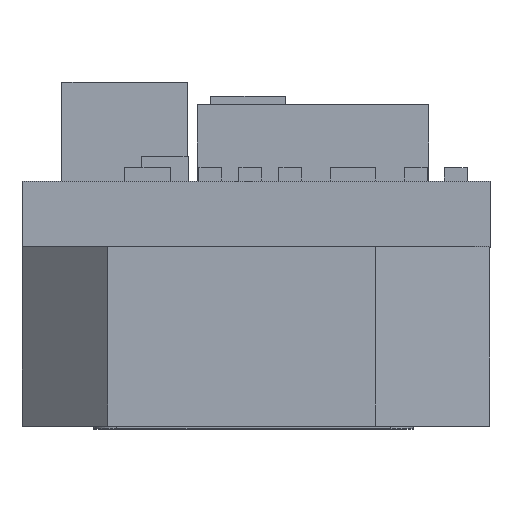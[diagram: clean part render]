
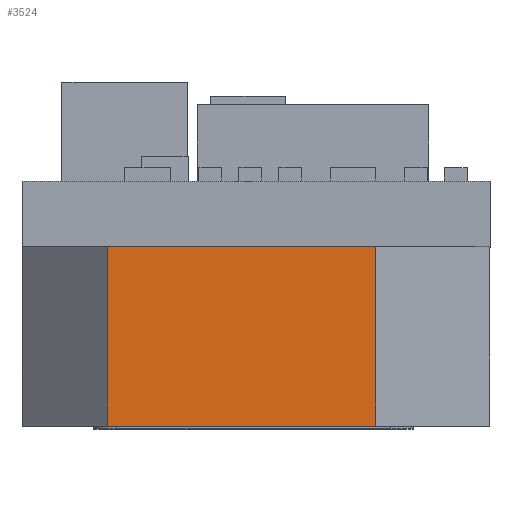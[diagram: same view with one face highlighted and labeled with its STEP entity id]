
A CAD part, top view. The second image highlights one B-rep face of the part: STEP entity #3524.
In plain terms, the highlighted planar face has unit normal (0, 0, 1).
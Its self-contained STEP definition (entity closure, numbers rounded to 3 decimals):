
#3497 = EDGE_CURVE('',#3498,#3500,#3502,.T.);
#3498 = VERTEX_POINT('',#3499);
#3499 = CARTESIAN_POINT('',(5.204,1.268,13.873));
#3500 = VERTEX_POINT('',#3501);
#3501 = CARTESIAN_POINT('',(5.204,-2.732,13.873));
#3502 = LINE('',#3503,#3504);
#3503 = CARTESIAN_POINT('',(5.204,-2.732,13.873));
#3504 = VECTOR('',#3505,1.);
#3505 = DIRECTION('',(0.,-1.,0.));
#3524 = ADVANCED_FACE('',(#3525),#3550,.F.);
#3525 = FACE_BOUND('',#3526,.T.);
#3526 = EDGE_LOOP('',(#3527,#3537,#3543,#3544));
#3527 = ORIENTED_EDGE('',*,*,#3528,.T.);
#3528 = EDGE_CURVE('',#3529,#3531,#3533,.T.);
#3529 = VERTEX_POINT('',#3530);
#3530 = CARTESIAN_POINT('',(-0.751,1.268,13.873));
#3531 = VERTEX_POINT('',#3532);
#3532 = CARTESIAN_POINT('',(-0.751,-2.732,13.873));
#3533 = LINE('',#3534,#3535);
#3534 = CARTESIAN_POINT('',(-0.751,-2.732,13.873));
#3535 = VECTOR('',#3536,1.);
#3536 = DIRECTION('',(0.,-1.,0.));
#3537 = ORIENTED_EDGE('',*,*,#3538,.F.);
#3538 = EDGE_CURVE('',#3500,#3531,#3539,.T.);
#3539 = LINE('',#3540,#3541);
#3540 = CARTESIAN_POINT('',(6.474,-2.732,13.873));
#3541 = VECTOR('',#3542,1.);
#3542 = DIRECTION('',(-1.,0.,0.));
#3543 = ORIENTED_EDGE('',*,*,#3497,.F.);
#3544 = ORIENTED_EDGE('',*,*,#3545,.F.);
#3545 = EDGE_CURVE('',#3529,#3498,#3546,.T.);
#3546 = LINE('',#3547,#3548);
#3547 = CARTESIAN_POINT('',(5.204,1.268,13.873));
#3548 = VECTOR('',#3549,1.);
#3549 = DIRECTION('',(1.,0.,0.));
#3550 = PLANE('',#3551);
#3551 = AXIS2_PLACEMENT_3D('',#3552,#3553,#3554);
#3552 = CARTESIAN_POINT('',(5.204,-2.732,13.873));
#3553 = DIRECTION('',(0.,0.,-1.));
#3554 = DIRECTION('',(1.,0.,0.));
